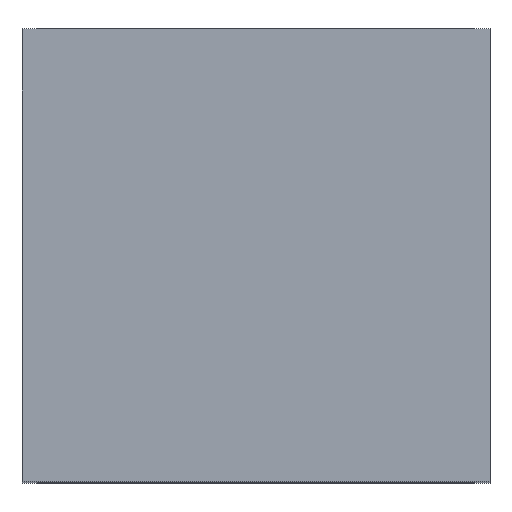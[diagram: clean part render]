
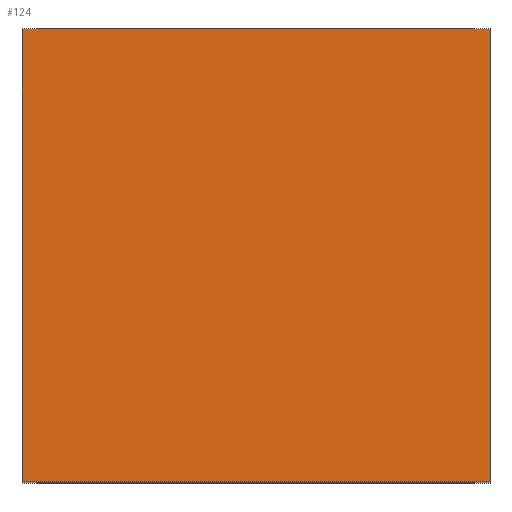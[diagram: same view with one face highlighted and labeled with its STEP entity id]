
A CAD part, top view. The second image highlights one B-rep face of the part: STEP entity #124.
In plain terms, the highlighted planar face has unit normal (0, 0, 1).
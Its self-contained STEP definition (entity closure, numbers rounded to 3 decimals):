
#1=CARTESIAN_POINT('POINT1',(-155.,150.,510.));
#2=VERTEX_POINT('VERTEX1',#1);
#19=CARTESIAN_POINT('POINT4',(-155.,-150.,510.));
#20=VERTEX_POINT('VERTEX4',#19);
#27=CARTESIAN_POINT('POS4',(-155.,0.,510.));
#28=DIRECTION('DIR4',(0.,-1.,0.));
#29=VECTOR('VEC4',#28,1.);
#30=LINE('STRAIGHT4',#27,#29);
#31=EDGE_CURVE('EDGE4',#2,#20,#30,.T.);
#72=CARTESIAN_POINT('POINT7',(155.,-150.,510.));
#73=VERTEX_POINT('VERTEX7',#72);
#81=CARTESIAN_POINT('POINT8',(155.,150.,510.));
#82=VERTEX_POINT('VERTEX8',#81);
#89=CARTESIAN_POINT('POS12',(155.,0.,510.));
#90=DIRECTION('DIR14',(0.,1.,0.));
#91=VECTOR('VEC10',#90,1.);
#92=LINE('STRAIGHT10',#89,#91);
#93=EDGE_CURVE('EDGE10',#73,#82,#92,.T.);
#103=CARTESIAN_POINT('POS14',(0.,150.,510.));
#104=DIRECTION('DIR17',(-1.,0.,0.));
#105=VECTOR('VEC11',#104,1.);
#106=LINE('STRAIGHT11',#103,#105);
#107=EDGE_CURVE('EDGE11',#82,#2,#106,.T.);
#108=ORIENTED_EDGE('COEDGE13',*,*,#107,.T.);
#109=ORIENTED_EDGE('COEDGE14',*,*,#31,.T.);
#110=CARTESIAN_POINT('POS15',(150.,-150.,510.));
#111=DIRECTION('DIR18',(1.,0.,0.));
#112=VECTOR('VEC12',#111,1.);
#113=LINE('STRAIGHT12',#110,#112);
#114=EDGE_CURVE('EDGE12',#20,#73,#113,.T.);
#115=ORIENTED_EDGE('COEDGE15',*,*,#114,.T.);
#116=ORIENTED_EDGE('COEDGE16',*,*,#93,.T.);
#117=EDGE_LOOP('NONE',(#108,#109,#115,#116));
#118=FACE_BOUND('LOOP1',#117,.T.);
#119=CARTESIAN_POINT('POS16',(0.,0.,510.));
#120=DIRECTION('DIR19',(0.,0.,1.));
#121=DIRECTION('DIR20',(1.,0.,0.));
#122=AXIS2_PLACEMENT_3D('AXIS4',#119,#120,#121);
#123=PLANE('PLANE4',#122);
#124=ADVANCED_FACE('FACE4',(#118),#123,.T.);
